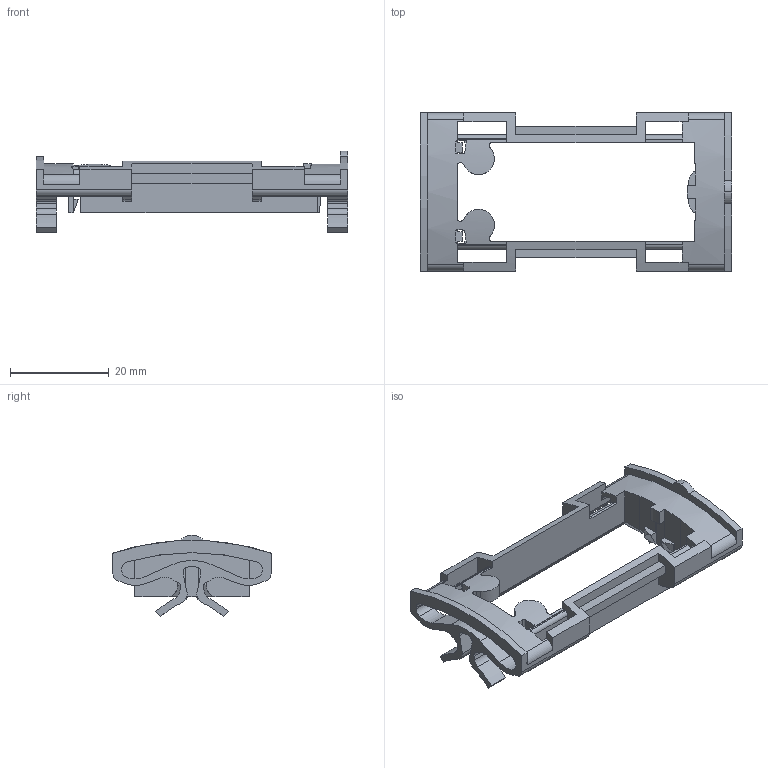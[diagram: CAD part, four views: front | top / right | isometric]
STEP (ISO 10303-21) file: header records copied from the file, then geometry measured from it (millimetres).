
FILE_DESCRIPTION(('HOOPS Exchange Step'),'2;1');
FILE_NAME('export-02FE5FC9-2C43-47E8-9B3B-F4F2A4F0EBE6.stp','2021-05-15T08:56:35+02:00',('Engineering'),('Alibre'),'HOOPS Exchange 2020.1','Alibre','Unknown authorisation');
FILE_SCHEMA( ('AP242_MANAGED_MODEL_BASED_3D_ENGINEERING_MIM_LF {1 0 10303 442 1 1 4 }') );
Length unit declared in the file: millimetre
Products named in the file (1): 5603 E12163 Mounting Adapter KQ (Round Mounting)
Bounding box: 63 x 32 x 16.54 mm (x, y, z)
Volume: 4215.1 mm3; surface area: 6758.6 mm2
Topology: 1 solids, 1 shells, 324 faces, 996 edges, 662 vertices
Faces by surface type: plane 187, cylinder 137
Entity records: 11546 total; most frequent: CARTESIAN_POINT 2350, ORIENTED_EDGE 1992, DIRECTION 1921, EDGE_CURVE 996, VERTEX_POINT 662, VECTOR 661, LINE 661, AXIS2_PLACEMENT_3D 630
